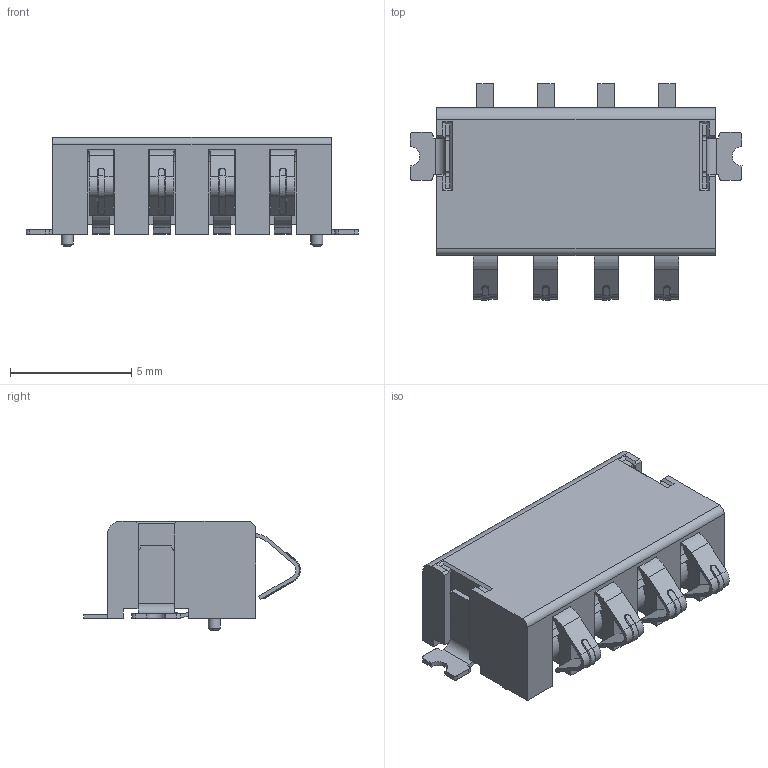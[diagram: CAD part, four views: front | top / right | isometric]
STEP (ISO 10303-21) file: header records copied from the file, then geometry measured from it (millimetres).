
FILE_DESCRIPTION(/* description */ (''),/* implementation_level */ '2;1');
FILE_NAME(/* name */ '304C-402504_C_1 v1.step',/* time_stamp */ '2023-02-08T14:42:34+03:00',/* author */ (''),/* organization */ (''),/* preprocessor_version */ 'ST-DEVELOPER v19.2',/* originating_system */ 'Autodesk Translation Framework v11.17.0.187',/* authorisation */ '');
FILE_SCHEMA (('AUTOMOTIVE_DESIGN { 1 0 10303 214 3 1 1 }'));
Length unit declared in the file: millimetre
Products named in the file (1): 304C-402504_C_1
Bounding box: 13.7 x 8.95 x 4.5 mm (x, y, z)
Volume: 185.9 mm3; surface area: 586.2 mm2
Topology: 9 solids, 9 shells, 458 faces, 1214 edges, 776 vertices
Faces by surface type: plane 326, cylinder 114, torus 8, bspline 8, cone 2
Full cylindrical faces by diameter (mm): 0.5 x2
Entity records: 15266 total; most frequent: CARTESIAN_POINT 3625, ORIENTED_EDGE 2428, DIRECTION 2344, EDGE_CURVE 1214, LINE 946, VECTOR 946, VERTEX_POINT 776, AXIS2_PLACEMENT_3D 699
